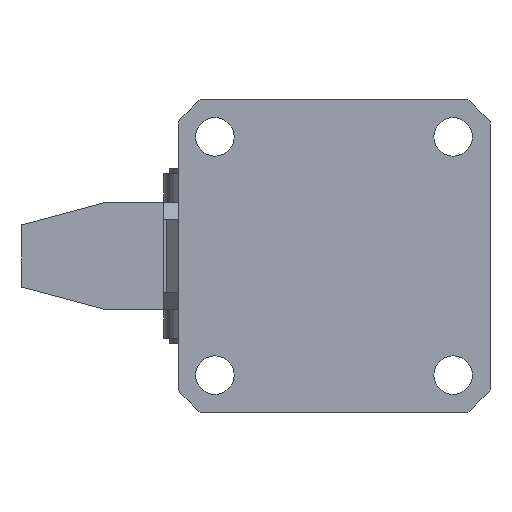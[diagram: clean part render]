
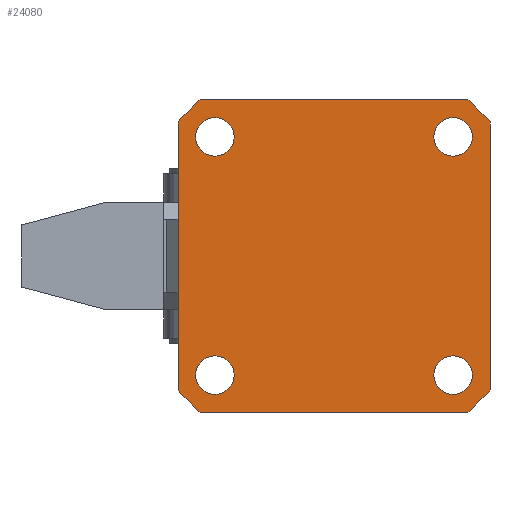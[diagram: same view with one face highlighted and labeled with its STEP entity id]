
A CAD part, left-side view. The second image highlights one B-rep face of the part: STEP entity #24080.
In plain terms, the highlighted planar face has unit normal (-1, 0, 0).
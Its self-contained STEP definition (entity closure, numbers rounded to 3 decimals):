
#201 = AXIS2_PLACEMENT_3D ( 'NONE', #3471, #21797, #8079 ) ;
#464 = DIRECTION ( 'NONE',  ( 1., 0., 0. ) ) ;
#1089 = CARTESIAN_POINT ( 'NONE',  ( 0., 20.998, -24.402 ) ) ;
#1271 = DIRECTION ( 'NONE',  ( 0., 0., -1. ) ) ;
#1766 = AXIS2_PLACEMENT_3D ( 'NONE', #17480, #3773, #19780 ) ;
#2052 = CARTESIAN_POINT ( 'NONE',  ( 0., -23.616, -27.502 ) ) ;
#2102 = AXIS2_PLACEMENT_3D ( 'NONE', #28650, #14971, #1271 ) ;
#2272 = CIRCLE ( 'NONE', #27951, 3.4 ) ;
#2606 = CARTESIAN_POINT ( 'NONE',  ( 0., -23.62, 27.498 ) ) ;
#2758 = CIRCLE ( 'NONE', #16740, 3.4 ) ;
#2771 = ORIENTED_EDGE ( 'NONE', *, *, #23614, .F. ) ;
#2822 = VERTEX_POINT ( 'NONE', #8439 ) ;
#2849 = CIRCLE ( 'NONE', #1766, 3.4 ) ;
#2852 = VERTEX_POINT ( 'NONE', #20041 ) ;
#3471 = CARTESIAN_POINT ( 'NONE',  ( 0., 0., 0. ) ) ;
#3513 = AXIS2_PLACEMENT_3D ( 'NONE', #8433, #24421, #10733 ) ;
#3601 = AXIS2_PLACEMENT_3D ( 'NONE', #8323, #24322, #10625 ) ;
#3650 = CIRCLE ( 'NONE', #22057, 3.4 ) ;
#3773 = DIRECTION ( 'NONE',  ( 1., 0., 0. ) ) ;
#3919 = CARTESIAN_POINT ( 'NONE',  ( 0., -20.998, 20.998 ) ) ;
#4113 = CARTESIAN_POINT ( 'NONE',  ( 0., 27.498, 0. ) ) ;
#4119 = DIRECTION ( 'NONE',  ( 1., 0., 0. ) ) ;
#4493 = VERTEX_POINT ( 'NONE', #12072 ) ;
#4653 = VERTEX_POINT ( 'NONE', #17277 ) ;
#4723 = CIRCLE ( 'NONE', #27551, 36.25 ) ;
#4780 = CARTESIAN_POINT ( 'NONE',  ( 0., 20.998, 20.998 ) ) ;
#4786 = CARTESIAN_POINT ( 'NONE',  ( 0., -20.998, 20.998 ) ) ;
#4808 = AXIS2_PLACEMENT_3D ( 'NONE', #7009, #23054, #9335 ) ;
#5170 = ORIENTED_EDGE ( 'NONE', *, *, #12408, .F. ) ;
#5452 = VERTEX_POINT ( 'NONE', #2052 ) ;
#5724 = EDGE_CURVE ( 'NONE', #26712, #5452, #21058, .T. ) ;
#5765 = PLANE ( 'NONE',  #201 ) ;
#6186 = DIRECTION ( 'NONE',  ( 0., 0., -1. ) ) ;
#6564 = ORIENTED_EDGE ( 'NONE', *, *, #7646, .T. ) ;
#6744 = EDGE_LOOP ( 'NONE', ( #22637, #6564 ) ) ;
#6844 = CARTESIAN_POINT ( 'NONE',  ( 0., -27.498, 0. ) ) ;
#7009 = CARTESIAN_POINT ( 'NONE',  ( 0., -20.998, -21.002 ) ) ;
#7071 = DIRECTION ( 'NONE',  ( 0., 0., -1. ) ) ;
#7078 = DIRECTION ( 'NONE',  ( 0., 0., -1. ) ) ;
#7518 = ORIENTED_EDGE ( 'NONE', *, *, #8772, .F. ) ;
#7646 = EDGE_CURVE ( 'NONE', #4653, #2822, #14640, .T. ) ;
#8079 = DIRECTION ( 'NONE',  ( 0., 0., -1. ) ) ;
#8309 = LINE ( 'NONE', #4113, #15094 ) ;
#8323 = CARTESIAN_POINT ( 'NONE',  ( 0., 20.998, 20.998 ) ) ;
#8433 = CARTESIAN_POINT ( 'NONE',  ( 0., 0., 0. ) ) ;
#8439 = CARTESIAN_POINT ( 'NONE',  ( 0., -20.998, -24.402 ) ) ;
#8605 = ORIENTED_EDGE ( 'NONE', *, *, #24186, .T. ) ;
#8772 = EDGE_CURVE ( 'NONE', #9959, #12643, #12693, .T. ) ;
#9151 = AXIS2_PLACEMENT_3D ( 'NONE', #9927, #25902, #12210 ) ;
#9335 = DIRECTION ( 'NONE',  ( 0., 0., -1. ) ) ;
#9833 = AXIS2_PLACEMENT_3D ( 'NONE', #13578, #29521, #15863 ) ;
#9927 = CARTESIAN_POINT ( 'NONE',  ( 0., 0., 0. ) ) ;
#9959 = VERTEX_POINT ( 'NONE', #13236 ) ;
#10625 = DIRECTION ( 'NONE',  ( 0., 0., -1. ) ) ;
#10733 = DIRECTION ( 'NONE',  ( 0., 0., -1. ) ) ;
#10853 = VERTEX_POINT ( 'NONE', #16024 ) ;
#11453 = EDGE_CURVE ( 'NONE', #10853, #22953, #8309, .T. ) ;
#11499 = EDGE_CURVE ( 'NONE', #23744, #4493, #3650, .T. ) ;
#11512 = EDGE_LOOP ( 'NONE', ( #28211, #8605 ) ) ;
#11712 = CARTESIAN_POINT ( 'NONE',  ( 0., 0., -27.502 ) ) ;
#12072 = CARTESIAN_POINT ( 'NONE',  ( 0., -20.998, 17.598 ) ) ;
#12210 = DIRECTION ( 'NONE',  ( 0., 0., -1. ) ) ;
#12331 = DIRECTION ( 'NONE',  ( 0., -1., 0. ) ) ;
#12408 = EDGE_CURVE ( 'NONE', #12643, #25435, #4723, .T. ) ;
#12513 = VECTOR ( 'NONE', #12331, 1000. ) ;
#12643 = VERTEX_POINT ( 'NONE', #2606 ) ;
#12693 = LINE ( 'NONE', #28302, #12513 ) ;
#12858 = FACE_BOUND ( 'NONE', #11512, .T. ) ;
#12919 = ORIENTED_EDGE ( 'NONE', *, *, #25963, .F. ) ;
#13236 = CARTESIAN_POINT ( 'NONE',  ( 0., 23.62, 27.498 ) ) ;
#13577 = FACE_BOUND ( 'NONE', #6744, .T. ) ;
#13578 = CARTESIAN_POINT ( 'NONE',  ( 0., 0., 0. ) ) ;
#14128 = EDGE_CURVE ( 'NONE', #2852, #27738, #2272, .T. ) ;
#14175 = CARTESIAN_POINT ( 'NONE',  ( 0., -20.998, -21.002 ) ) ;
#14283 = CIRCLE ( 'NONE', #9833, 36.25 ) ;
#14640 = CIRCLE ( 'NONE', #24875, 3.4 ) ;
#14736 = ORIENTED_EDGE ( 'NONE', *, *, #11499, .T. ) ;
#14971 = DIRECTION ( 'NONE',  ( 1., 0., 0. ) ) ;
#15002 = LINE ( 'NONE', #6844, #15718 ) ;
#15094 = VECTOR ( 'NONE', #24618, 1000. ) ;
#15098 = EDGE_CURVE ( 'NONE', #27738, #2852, #26249, .T. ) ;
#15350 = LINE ( 'NONE', #11712, #28216 ) ;
#15448 = ORIENTED_EDGE ( 'NONE', *, *, #5724, .F. ) ;
#15718 = VECTOR ( 'NONE', #27531, 1000. ) ;
#15863 = DIRECTION ( 'NONE',  ( 0., 0., -1. ) ) ;
#15924 = EDGE_LOOP ( 'NONE', ( #24377, #29169 ) ) ;
#16024 = CARTESIAN_POINT ( 'NONE',  ( 0., 27.498, -23.62 ) ) ;
#16475 = DIRECTION ( 'NONE',  ( 0., 0., -1. ) ) ;
#16740 = AXIS2_PLACEMENT_3D ( 'NONE', #3919, #19922, #6186 ) ;
#17277 = CARTESIAN_POINT ( 'NONE',  ( 0., -20.998, -17.602 ) ) ;
#17285 = ORIENTED_EDGE ( 'NONE', *, *, #28516, .F. ) ;
#17480 = CARTESIAN_POINT ( 'NONE',  ( 0., 20.998, -21.002 ) ) ;
#17485 = CARTESIAN_POINT ( 'NONE',  ( 0., 23.616, -27.502 ) ) ;
#17583 = ORIENTED_EDGE ( 'NONE', *, *, #29608, .T. ) ;
#17839 = CARTESIAN_POINT ( 'NONE',  ( 0., 0., 0. ) ) ;
#18003 = VERTEX_POINT ( 'NONE', #1089 ) ;
#18262 = CARTESIAN_POINT ( 'NONE',  ( 0., 27.498, 23.62 ) ) ;
#18598 = CARTESIAN_POINT ( 'NONE',  ( 0., -27.498, 23.62 ) ) ;
#18620 = DIRECTION ( 'NONE',  ( 0., 1., 0. ) ) ;
#18948 = FACE_BOUND ( 'NONE', #19459, .T. ) ;
#19459 = EDGE_LOOP ( 'NONE', ( #17583, #14736 ) ) ;
#19780 = DIRECTION ( 'NONE',  ( 0., 0., -1. ) ) ;
#19922 = DIRECTION ( 'NONE',  ( 1., 0., 0. ) ) ;
#20041 = CARTESIAN_POINT ( 'NONE',  ( 0., 20.998, 24.398 ) ) ;
#20139 = DIRECTION ( 'NONE',  ( 0., 0., -1. ) ) ;
#20451 = CARTESIAN_POINT ( 'NONE',  ( 0., -27.498, -23.62 ) ) ;
#20802 = VERTEX_POINT ( 'NONE', #27995 ) ;
#20810 = DIRECTION ( 'NONE',  ( 1., 0., 0. ) ) ;
#20817 = DIRECTION ( 'NONE',  ( 1., 0., 0. ) ) ;
#21058 = CIRCLE ( 'NONE', #9151, 36.25 ) ;
#21241 = CARTESIAN_POINT ( 'NONE',  ( 0., -20.998, 24.398 ) ) ;
#21436 = EDGE_CURVE ( 'NONE', #18003, #20802, #24968, .T. ) ;
#21573 = VERTEX_POINT ( 'NONE', #17485 ) ;
#21797 = DIRECTION ( 'NONE',  ( 1., 0., 0. ) ) ;
#22057 = AXIS2_PLACEMENT_3D ( 'NONE', #4786, #20817, #7078 ) ;
#22435 = CIRCLE ( 'NONE', #3513, 36.25 ) ;
#22472 = EDGE_LOOP ( 'NONE', ( #2771, #15448, #24829, #5170, #7518, #12919, #22989, #17285 ) ) ;
#22637 = ORIENTED_EDGE ( 'NONE', *, *, #24656, .T. ) ;
#22953 = VERTEX_POINT ( 'NONE', #18262 ) ;
#22989 = ORIENTED_EDGE ( 'NONE', *, *, #11453, .F. ) ;
#23054 = DIRECTION ( 'NONE',  ( 1., 0., 0. ) ) ;
#23614 = EDGE_CURVE ( 'NONE', #5452, #21573, #15350, .T. ) ;
#23744 = VERTEX_POINT ( 'NONE', #21241 ) ;
#23969 = CIRCLE ( 'NONE', #4808, 3.4 ) ;
#24080 = ADVANCED_FACE ( 'NONE', ( #18948, #13577, #12858, #25020, #28922 ), #5765, .F. ) ;
#24186 = EDGE_CURVE ( 'NONE', #20802, #18003, #2849, .T. ) ;
#24322 = DIRECTION ( 'NONE',  ( 1., 0., 0. ) ) ;
#24377 = ORIENTED_EDGE ( 'NONE', *, *, #15098, .T. ) ;
#24421 = DIRECTION ( 'NONE',  ( 1., 0., 0. ) ) ;
#24618 = DIRECTION ( 'NONE',  ( 0., 0., 1. ) ) ;
#24656 = EDGE_CURVE ( 'NONE', #2822, #4653, #23969, .T. ) ;
#24829 = ORIENTED_EDGE ( 'NONE', *, *, #26041, .F. ) ;
#24875 = AXIS2_PLACEMENT_3D ( 'NONE', #14175, #464, #16475 ) ;
#24968 = CIRCLE ( 'NONE', #2102, 3.4 ) ;
#25020 = FACE_BOUND ( 'NONE', #15924, .T. ) ;
#25435 = VERTEX_POINT ( 'NONE', #18598 ) ;
#25902 = DIRECTION ( 'NONE',  ( 1., 0., 0. ) ) ;
#25963 = EDGE_CURVE ( 'NONE', #22953, #9959, #14283, .T. ) ;
#26041 = EDGE_CURVE ( 'NONE', #25435, #26712, #15002, .T. ) ;
#26249 = CIRCLE ( 'NONE', #3601, 3.4 ) ;
#26712 = VERTEX_POINT ( 'NONE', #20451 ) ;
#27242 = CARTESIAN_POINT ( 'NONE',  ( 0., 20.998, 17.598 ) ) ;
#27531 = DIRECTION ( 'NONE',  ( 0., 0., -1. ) ) ;
#27551 = AXIS2_PLACEMENT_3D ( 'NONE', #17839, #4119, #20139 ) ;
#27738 = VERTEX_POINT ( 'NONE', #27242 ) ;
#27951 = AXIS2_PLACEMENT_3D ( 'NONE', #4780, #20810, #7071 ) ;
#27995 = CARTESIAN_POINT ( 'NONE',  ( 0., 20.998, -17.602 ) ) ;
#28211 = ORIENTED_EDGE ( 'NONE', *, *, #21436, .T. ) ;
#28216 = VECTOR ( 'NONE', #18620, 1000. ) ;
#28302 = CARTESIAN_POINT ( 'NONE',  ( 0., 0., 27.498 ) ) ;
#28516 = EDGE_CURVE ( 'NONE', #21573, #10853, #22435, .T. ) ;
#28650 = CARTESIAN_POINT ( 'NONE',  ( 0., 20.998, -21.002 ) ) ;
#28922 = FACE_OUTER_BOUND ( 'NONE', #22472, .T. ) ;
#29169 = ORIENTED_EDGE ( 'NONE', *, *, #14128, .T. ) ;
#29521 = DIRECTION ( 'NONE',  ( 1., 0., 0. ) ) ;
#29608 = EDGE_CURVE ( 'NONE', #4493, #23744, #2758, .T. ) ;
